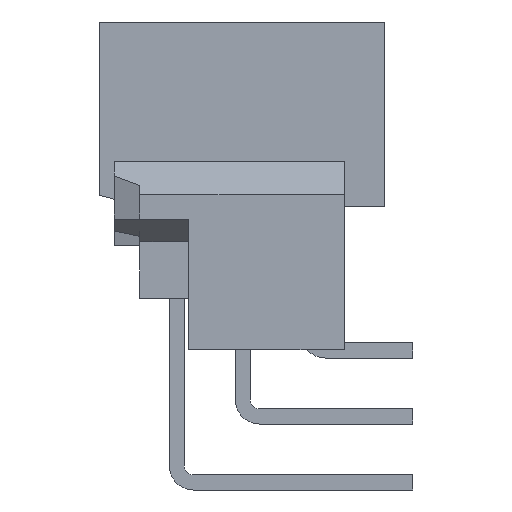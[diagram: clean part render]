
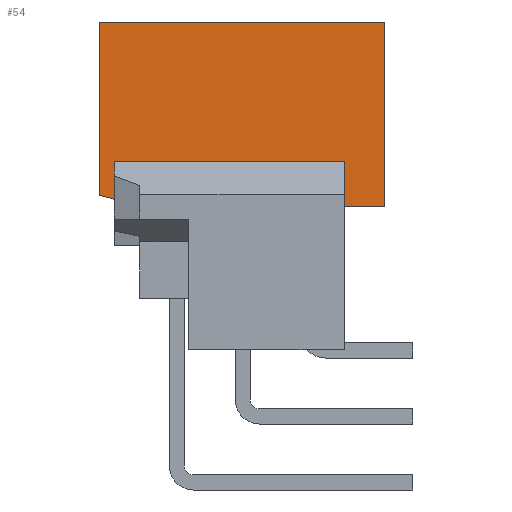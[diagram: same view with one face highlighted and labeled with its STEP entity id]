
A CAD part, left-side view. The second image highlights one B-rep face of the part: STEP entity #54.
In plain terms, the highlighted planar face has unit normal (-1, 0, 0).
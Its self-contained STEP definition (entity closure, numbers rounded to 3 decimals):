
#54=ADVANCED_FACE('',(#1902),#1903,.F.);
#1902=FACE_OUTER_BOUND('',#5792,.T.);
#1903=PLANE('',#5793);
#5792=EDGE_LOOP('',(#9722,#9723,#9724,#9725,#9726,#9727,#9728,#9729));
#5793=AXIS2_PLACEMENT_3D('',#9730,#9731,#9732);
#9722=ORIENTED_EDGE('',*,*,#24945,.F.);
#9723=ORIENTED_EDGE('',*,*,#24946,.F.);
#9724=ORIENTED_EDGE('',*,*,#24947,.F.);
#9725=ORIENTED_EDGE('',*,*,#24948,.F.);
#9726=ORIENTED_EDGE('',*,*,#24949,.F.);
#9727=ORIENTED_EDGE('',*,*,#24950,.F.);
#9728=ORIENTED_EDGE('',*,*,#24951,.T.);
#9729=ORIENTED_EDGE('',*,*,#24952,.F.);
#9730=CARTESIAN_POINT('',(-43.88,0.0,0.0));
#9731=DIRECTION('',(1.0,0.0,0.0));
#9732=DIRECTION('',(0.0,1.0,0.0));
#24945=EDGE_CURVE('',#29842,#29843,#29844,.T.);
#24946=EDGE_CURVE('',#29845,#29842,#29846,.T.);
#24947=EDGE_CURVE('',#29847,#29845,#29848,.T.);
#24948=EDGE_CURVE('',#29849,#29847,#29850,.T.);
#24949=EDGE_CURVE('',#29851,#29849,#29852,.T.);
#24950=EDGE_CURVE('',#29853,#29851,#29854,.T.);
#24951=EDGE_CURVE('',#29853,#29855,#29856,.T.);
#24952=EDGE_CURVE('',#29843,#29855,#29857,.T.);
#29842=VERTEX_POINT('',#37963);
#29843=VERTEX_POINT('',#37964);
#29844=LINE('',#37965,#37966);
#29845=VERTEX_POINT('',#37967);
#29846=LINE('',#37968,#37969);
#29847=VERTEX_POINT('',#37970);
#29848=LINE('',#37971,#37972);
#29849=VERTEX_POINT('',#37973);
#29850=LINE('',#37974,#37975);
#29851=VERTEX_POINT('',#37976);
#29852=LINE('',#37977,#37978);
#29853=VERTEX_POINT('',#37979);
#29854=LINE('',#37980,#37981);
#29855=VERTEX_POINT('',#37982);
#29856=LINE('',#37983,#37984);
#29857=LINE('',#37985,#37986);
#37963=CARTESIAN_POINT('',(-43.88,-3.935,-7.09));
#37964=CARTESIAN_POINT('',(-43.88,-3.935,-5.38));
#37965=CARTESIAN_POINT('',(-43.88,-3.935,-7.09));
#37966=VECTOR('',#50501,1.71);
#37967=CARTESIAN_POINT('',(-43.88,-5.5,-7.09));
#37968=CARTESIAN_POINT('',(-43.88,-5.5,-7.09));
#37969=VECTOR('',#50502,1.565);
#37970=CARTESIAN_POINT('',(-43.88,-5.5,0.0));
#37971=CARTESIAN_POINT('',(-43.88,-5.5,0.0));
#37972=VECTOR('',#50503,7.09);
#37973=CARTESIAN_POINT('',(-43.88,5.5,0.0));
#37974=CARTESIAN_POINT('',(-43.88,5.5,0.0));
#37975=VECTOR('',#50504,11.0);
#37976=CARTESIAN_POINT('',(-43.88,5.5,-6.671));
#37977=CARTESIAN_POINT('',(-43.88,5.5,-6.671));
#37978=VECTOR('',#50505,6.671);
#37979=CARTESIAN_POINT('',(-43.88,4.347,-6.98));
#37980=CARTESIAN_POINT('',(-43.88,4.347,-6.98));
#37981=VECTOR('',#50506,1.194);
#37982=CARTESIAN_POINT('',(-43.88,4.347,-5.38));
#37983=CARTESIAN_POINT('',(-43.88,4.347,-6.98));
#37984=VECTOR('',#50507,1.6);
#37985=CARTESIAN_POINT('',(-43.88,-3.935,-5.38));
#37986=VECTOR('',#50508,8.282);
#50501=DIRECTION('',(0.0,0.0,1.0));
#50502=DIRECTION('',(0.0,1.0,0.0));
#50503=DIRECTION('',(0.0,0.0,-1.0));
#50504=DIRECTION('',(0.0,-1.0,0.0));
#50505=DIRECTION('',(0.0,0.0,1.0));
#50506=DIRECTION('',(0.0,0.966,0.259));
#50507=DIRECTION('',(0.0,0.0,1.0));
#50508=DIRECTION('',(0.0,1.0,0.0));
